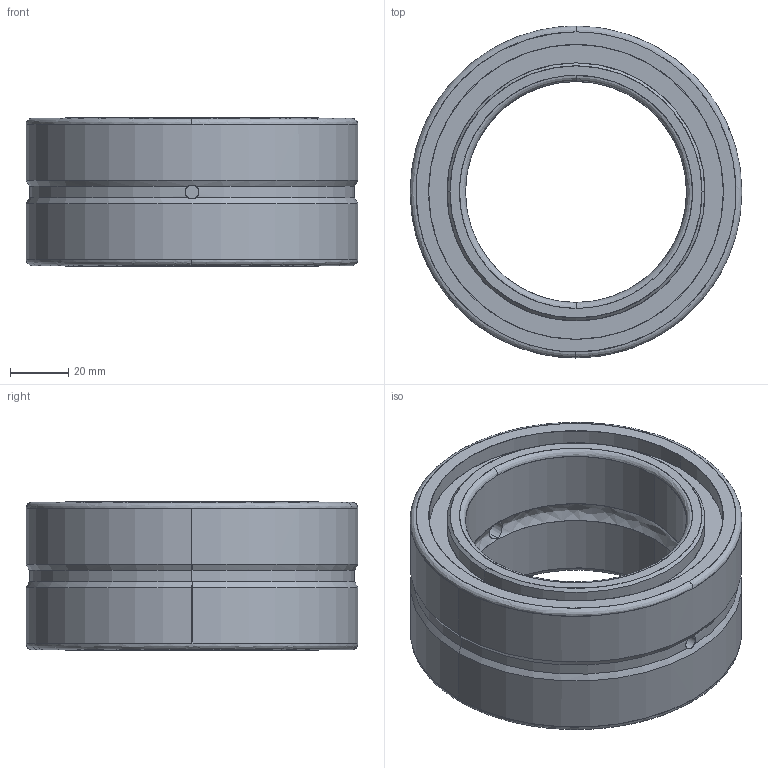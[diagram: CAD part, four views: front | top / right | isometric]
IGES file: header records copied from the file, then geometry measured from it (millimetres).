
Start section: SolidWorks IGES file using analytic representation for surfaces
Global section: file name: GRDEFAU06091353488246.igs; native system: SolidWorks 2010; preprocessor: SolidWorks 2010; author: partstream; date: 100609.135353; units: millimetre
Bounding box: 114.3 x 114.3 x 51.05 mm (x, y, z)
Surface area: 47705.4 mm2 (no closed solid volume)
Topology: 0 solids, 0 shells, 55 faces, 1394 edges, 1398 vertices
Faces by surface type: revolution 37, bspline 18
